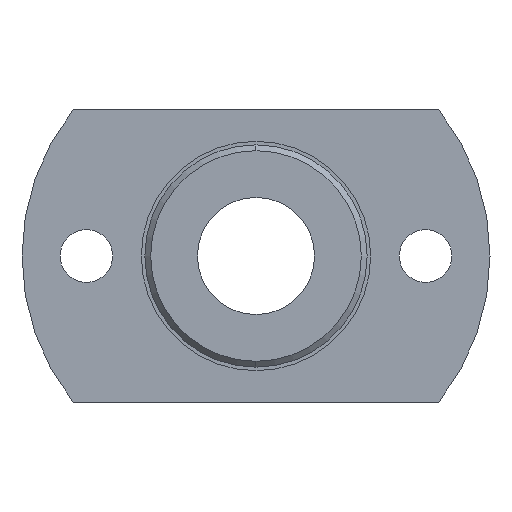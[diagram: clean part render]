
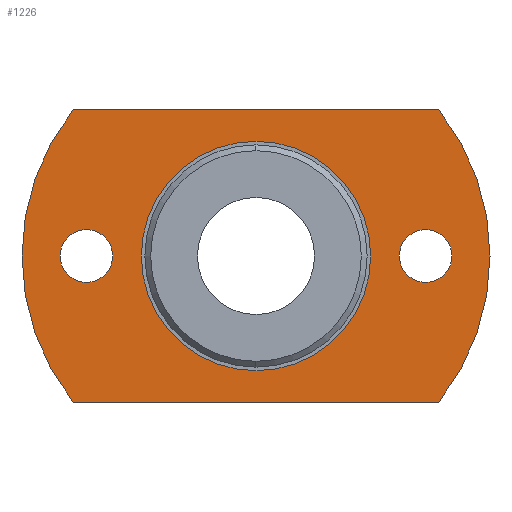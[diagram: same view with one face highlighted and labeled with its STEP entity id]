
A CAD part, left-side view. The second image highlights one B-rep face of the part: STEP entity #1226.
In plain terms, the highlighted planar face has unit normal (-1, 0, 0).
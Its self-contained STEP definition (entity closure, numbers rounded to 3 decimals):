
#22 = FACE_OUTER_BOUND ( 'NONE', #951, .T. ) ;
#24 = FACE_BOUND ( 'NONE', #952, .T. ) ;
#26 = FACE_BOUND ( 'NONE', #953, .T. ) ;
#29 = FACE_BOUND ( 'NONE', #980, .T. ) ;
#68 = CIRCLE ( 'NONE', #859, 2.25 ) ;
#93 = DIRECTION ( 'NONE',  ( 0., 0., 1. ) ) ;
#94 = DIRECTION ( 'NONE',  ( -1., 0., 0. ) ) ;
#95 = CARTESIAN_POINT ( 'NONE',  ( 0., 0., 0. ) ) ;
#120 = DIRECTION ( 'NONE',  ( 0., 0., -1. ) ) ;
#121 = DIRECTION ( 'NONE',  ( 1., 0., 0. ) ) ;
#122 = CARTESIAN_POINT ( 'NONE',  ( 0., -14.5, 0. ) ) ;
#182 = CARTESIAN_POINT ( 'NONE',  ( 0., -15.612, -12.5 ) ) ;
#184 = CARTESIAN_POINT ( 'NONE',  ( 0., -15.612, 12.5 ) ) ;
#186 = CARTESIAN_POINT ( 'NONE',  ( 0., -14.5, 2.25 ) ) ;
#190 = CARTESIAN_POINT ( 'NONE',  ( 0., 14.5, -2.25 ) ) ;
#195 = CARTESIAN_POINT ( 'NONE',  ( 0., -14.5, -2.25 ) ) ;
#199 = CARTESIAN_POINT ( 'NONE',  ( 0., 14.5, 2.25 ) ) ;
#200 = CARTESIAN_POINT ( 'NONE',  ( 0., 0., -9.8 ) ) ;
#202 = CARTESIAN_POINT ( 'NONE',  ( 0., 0., 9.8 ) ) ;
#206 = CARTESIAN_POINT ( 'NONE',  ( 0., 15.612, 12.5 ) ) ;
#207 = CARTESIAN_POINT ( 'NONE',  ( 0., 15.612, -12.5 ) ) ;
#215 = VERTEX_POINT ( 'NONE', #207 ) ;
#216 = VERTEX_POINT ( 'NONE', #206 ) ;
#225 = VERTEX_POINT ( 'NONE', #202 ) ;
#227 = VERTEX_POINT ( 'NONE', #200 ) ;
#228 = VERTEX_POINT ( 'NONE', #199 ) ;
#232 = VERTEX_POINT ( 'NONE', #195 ) ;
#237 = VERTEX_POINT ( 'NONE', #190 ) ;
#241 = VERTEX_POINT ( 'NONE', #186 ) ;
#243 = VERTEX_POINT ( 'NONE', #184 ) ;
#245 = VERTEX_POINT ( 'NONE', #182 ) ;
#287 = EDGE_CURVE ( 'NONE', #241, #232, #663, .T. ) ;
#297 = EDGE_CURVE ( 'NONE', #216, #215, #730, .T. ) ;
#302 = CARTESIAN_POINT ( 'NONE',  ( 0., 9.5, 0. ) ) ;
#308 = CARTESIAN_POINT ( 'NONE',  ( 0., 14.5, 0. ) ) ;
#322 = DIRECTION ( 'NONE',  ( 0., 0., -1. ) ) ;
#325 = CARTESIAN_POINT ( 'NONE',  ( 0., 9.5, 12.5 ) ) ;
#336 = DIRECTION ( 'NONE',  ( 0., 0., -1. ) ) ;
#353 = PLANE ( 'NONE',  #1124 ) ;
#359 = DIRECTION ( 'NONE',  ( 0., -1., 0. ) ) ;
#371 = DIRECTION ( 'NONE',  ( 1., 0., 0. ) ) ;
#379 = DIRECTION ( 'NONE',  ( 0., 0., -1. ) ) ;
#382 = DIRECTION ( 'NONE',  ( 1., 0., 0. ) ) ;
#387 = CARTESIAN_POINT ( 'NONE',  ( 0., 14.5, 0. ) ) ;
#390 = CARTESIAN_POINT ( 'NONE',  ( 0., 0., 0. ) ) ;
#392 = DIRECTION ( 'NONE',  ( 1., 0., 0. ) ) ;
#395 = CARTESIAN_POINT ( 'NONE',  ( 0., -14.5, 0. ) ) ;
#402 = DIRECTION ( 'NONE',  ( 0., 0., -1. ) ) ;
#440 = DIRECTION ( 'NONE',  ( -1., 0., 0. ) ) ;
#442 = DIRECTION ( 'NONE',  ( 1., 0., 0. ) ) ;
#444 = CARTESIAN_POINT ( 'NONE',  ( 0., 0., 0. ) ) ;
#455 = CARTESIAN_POINT ( 'NONE',  ( 0., 9.5, -12.5 ) ) ;
#460 = DIRECTION ( 'NONE',  ( 0., 0., -1. ) ) ;
#464 = DIRECTION ( 'NONE',  ( 0., 0., 1. ) ) ;
#478 = DIRECTION ( 'NONE',  ( 1., 0., 0. ) ) ;
#531 = DIRECTION ( 'NONE',  ( 0., 1., 0. ) ) ;
#543 = CARTESIAN_POINT ( 'NONE',  ( 0., 0., 0. ) ) ;
#582 = DIRECTION ( 'NONE',  ( 0., 0., -1. ) ) ;
#585 = DIRECTION ( 'NONE',  ( 1., 0., 0. ) ) ;
#589 = CIRCLE ( 'NONE', #1209, 9.8 ) ;
#600 = CIRCLE ( 'NONE', #1021, 20. ) ;
#616 = VECTOR ( 'NONE', #531, 1000. ) ;
#649 = LINE ( 'NONE', #325, #616 ) ;
#657 = CIRCLE ( 'NONE', #1022, 2.25 ) ;
#663 = CIRCLE ( 'NONE', #1103, 2.25 ) ;
#698 = CIRCLE ( 'NONE', #1020, 2.25 ) ;
#700 = CIRCLE ( 'NONE', #1068, 9.8 ) ;
#730 = CIRCLE ( 'NONE', #1105, 20. ) ;
#749 = ORIENTED_EDGE ( 'NONE', *, *, #808, .T. ) ;
#759 = VECTOR ( 'NONE', #359, 1000. ) ;
#761 = LINE ( 'NONE', #455, #759 ) ;
#767 = ORIENTED_EDGE ( 'NONE', *, *, #1085, .T. ) ;
#783 = ORIENTED_EDGE ( 'NONE', *, *, #804, .T. ) ;
#784 = ORIENTED_EDGE ( 'NONE', *, *, #807, .T. ) ;
#788 = ORIENTED_EDGE ( 'NONE', *, *, #822, .T. ) ;
#789 = ORIENTED_EDGE ( 'NONE', *, *, #297, .T. ) ;
#792 = ORIENTED_EDGE ( 'NONE', *, *, #818, .T. ) ;
#794 = ORIENTED_EDGE ( 'NONE', *, *, #287, .T. ) ;
#795 = ORIENTED_EDGE ( 'NONE', *, *, #1091, .T. ) ;
#800 = ORIENTED_EDGE ( 'NONE', *, *, #811, .T. ) ;
#804 = EDGE_CURVE ( 'NONE', #215, #245, #761, .T. ) ;
#807 = EDGE_CURVE ( 'NONE', #227, #225, #700, .T. ) ;
#808 = EDGE_CURVE ( 'NONE', #237, #228, #698, .T. ) ;
#811 = EDGE_CURVE ( 'NONE', #232, #241, #657, .T. ) ;
#818 = EDGE_CURVE ( 'NONE', #245, #243, #600, .T. ) ;
#822 = EDGE_CURVE ( 'NONE', #225, #227, #589, .T. ) ;
#859 = AXIS2_PLACEMENT_3D ( 'NONE', #308, #442, #460 ) ;
#951 = EDGE_LOOP ( 'NONE', ( #792, #795, #789, #783 ) ) ;
#952 = EDGE_LOOP ( 'NONE', ( #784, #788 ) ) ;
#953 = EDGE_LOOP ( 'NONE', ( #800, #794 ) ) ;
#980 = EDGE_LOOP ( 'NONE', ( #749, #767 ) ) ;
#1020 = AXIS2_PLACEMENT_3D ( 'NONE', #387, #392, #336 ) ;
#1021 = AXIS2_PLACEMENT_3D ( 'NONE', #444, #440, #464 ) ;
#1022 = AXIS2_PLACEMENT_3D ( 'NONE', #395, #478, #322 ) ;
#1068 = AXIS2_PLACEMENT_3D ( 'NONE', #543, #371, #402 ) ;
#1085 = EDGE_CURVE ( 'NONE', #228, #237, #68, .T. ) ;
#1091 = EDGE_CURVE ( 'NONE', #243, #216, #649, .T. ) ;
#1103 = AXIS2_PLACEMENT_3D ( 'NONE', #122, #121, #120 ) ;
#1105 = AXIS2_PLACEMENT_3D ( 'NONE', #95, #94, #93 ) ;
#1124 = AXIS2_PLACEMENT_3D ( 'NONE', #302, #585, #582 ) ;
#1209 = AXIS2_PLACEMENT_3D ( 'NONE', #390, #382, #379 ) ;
#1226 = ADVANCED_FACE ( 'NONE', ( #29, #26, #24, #22 ), #353, .F. ) ;
